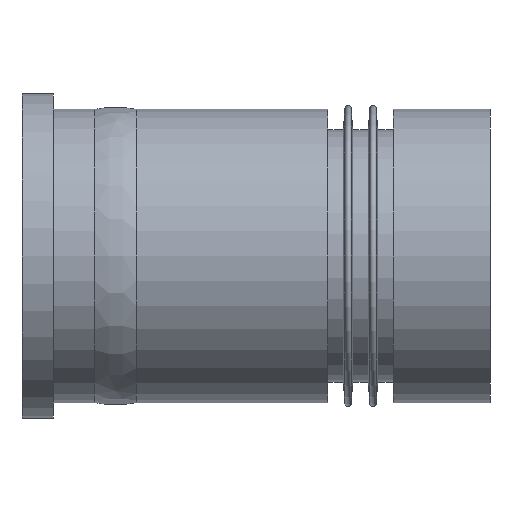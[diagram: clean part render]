
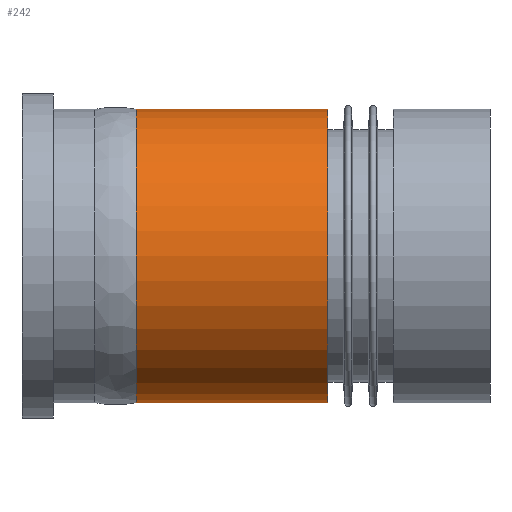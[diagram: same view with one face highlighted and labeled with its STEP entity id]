
A CAD part, front view. The second image highlights one B-rep face of the part: STEP entity #242.
In plain terms, the highlighted cylindrical face has radius 4.7 mm (diameter 9.4 mm), a full revolution.
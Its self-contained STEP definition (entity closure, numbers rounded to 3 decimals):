
#205=CYLINDRICAL_SURFACE('',#2580,4.7);
#242=ADVANCED_FACE('',(#619,#620),#205,.T.);
#619=FACE_BOUND('',#728,.T.);
#620=FACE_BOUND('',#729,.T.);
#728=EDGE_LOOP('',(#1075));
#729=EDGE_LOOP('',(#1076));
#949=CIRCLE('',#2578,4.7);
#950=CIRCLE('',#2579,4.7);
#1075=ORIENTED_EDGE('',*,*,#1971,.T.);
#1076=ORIENTED_EDGE('',*,*,#1972,.T.);
#1735=VERTEX_POINT('',#3659);
#1736=VERTEX_POINT('',#3661);
#1971=EDGE_CURVE('',#1735,#1735,#949,.T.);
#1972=EDGE_CURVE('',#1736,#1736,#950,.T.);
#2578=AXIS2_PLACEMENT_3D('',#3658,#2827,#2828);
#2579=AXIS2_PLACEMENT_3D('',#3660,#2829,#2830);
#2580=AXIS2_PLACEMENT_3D('',#3662,#2831,#2832);
#2827=DIRECTION('',(-1.,0.,0.));
#2828=DIRECTION('',(0.,0.,-1.));
#2829=DIRECTION('',(1.,0.,0.));
#2830=DIRECTION('',(0.,0.,1.));
#2831=DIRECTION('',(1.,0.,0.));
#2832=DIRECTION('',(0.,0.,-1.));
#3658=CARTESIAN_POINT('',(9.8,0.,0.));
#3659=CARTESIAN_POINT('',(9.8,0.,-4.7));
#3660=CARTESIAN_POINT('',(3.667,0.,0.));
#3661=CARTESIAN_POINT('',(3.667,0.,4.7));
#3662=CARTESIAN_POINT('',(5.9,0.,0.));
